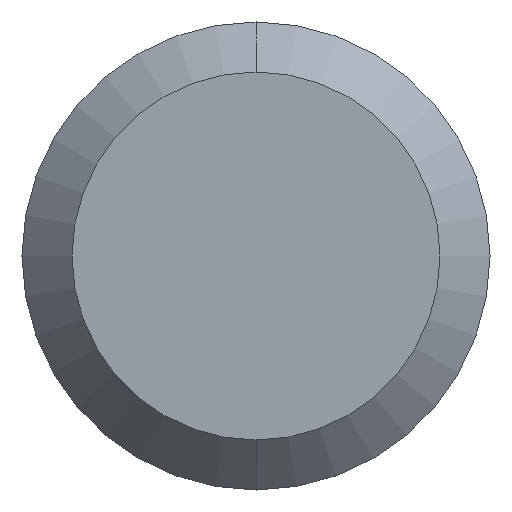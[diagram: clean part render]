
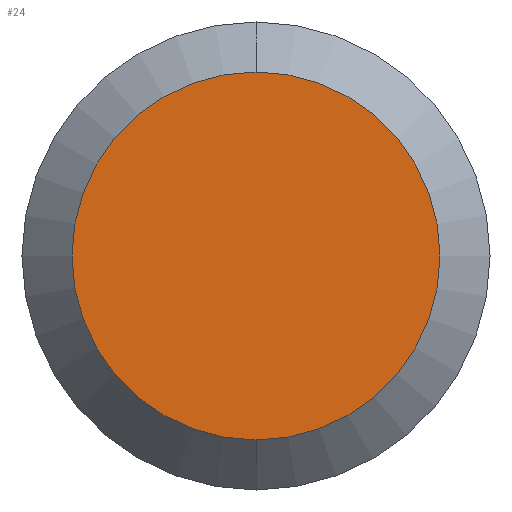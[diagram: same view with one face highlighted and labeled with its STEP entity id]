
A CAD part, front view. The second image highlights one B-rep face of the part: STEP entity #24.
In plain terms, the highlighted planar face has unit normal (0, -1, 0).
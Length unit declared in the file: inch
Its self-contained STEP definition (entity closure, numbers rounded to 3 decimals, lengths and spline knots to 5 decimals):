
#12 = VERTEX_POINT ( 'NONE', #52 ) ;
#24 = ADVANCED_FACE ( 'NONE', ( #108 ), #122, .F. ) ;
#31 = DIRECTION ( 'NONE',  ( 0., 1., 0. ) ) ;
#52 = CARTESIAN_POINT ( 'NONE',  ( 0., 0., -0.0736 ) ) ;
#102 = DIRECTION ( 'NONE',  ( 0., 0., 1. ) ) ;
#105 = AXIS2_PLACEMENT_3D ( 'NONE', #187, #146, #207 ) ;
#107 = CARTESIAN_POINT ( 'NONE',  ( 0., 0., 0.0736 ) ) ;
#108 = FACE_OUTER_BOUND ( 'NONE', #250, .T. ) ;
#122 = PLANE ( 'NONE',  #194 ) ;
#135 = CIRCLE ( 'NONE', #105, 0.0736 ) ;
#146 = DIRECTION ( 'NONE',  ( 0., -1., 0. ) ) ;
#151 = AXIS2_PLACEMENT_3D ( 'NONE', #245, #244, #181 ) ;
#158 = EDGE_CURVE ( 'NONE', #270, #12, #243, .T. ) ;
#163 = ORIENTED_EDGE ( 'NONE', *, *, #158, .T. ) ;
#181 = DIRECTION ( 'NONE',  ( 0., 0., 1. ) ) ;
#182 = ORIENTED_EDGE ( 'NONE', *, *, #234, .T. ) ;
#187 = CARTESIAN_POINT ( 'NONE',  ( 0., 0., 0. ) ) ;
#194 = AXIS2_PLACEMENT_3D ( 'NONE', #203, #31, #102 ) ;
#203 = CARTESIAN_POINT ( 'NONE',  ( 0., 0., 0. ) ) ;
#207 = DIRECTION ( 'NONE',  ( 0., 0., 1. ) ) ;
#234 = EDGE_CURVE ( 'NONE', #12, #270, #135, .T. ) ;
#243 = CIRCLE ( 'NONE', #151, 0.0736 ) ;
#244 = DIRECTION ( 'NONE',  ( 0., -1., 0. ) ) ;
#245 = CARTESIAN_POINT ( 'NONE',  ( 0., 0., 0. ) ) ;
#250 = EDGE_LOOP ( 'NONE', ( #163, #182 ) ) ;
#270 = VERTEX_POINT ( 'NONE', #107 ) ;
